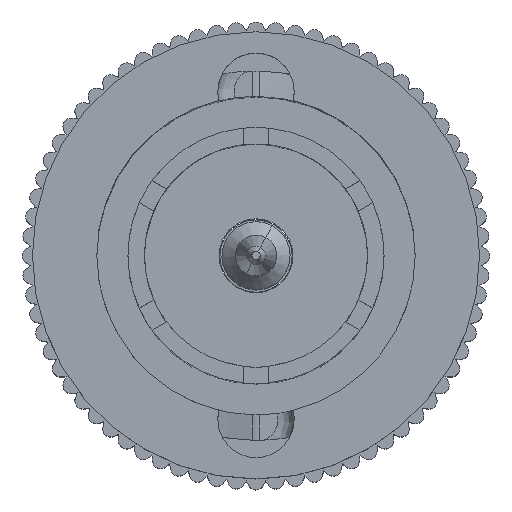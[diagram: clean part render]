
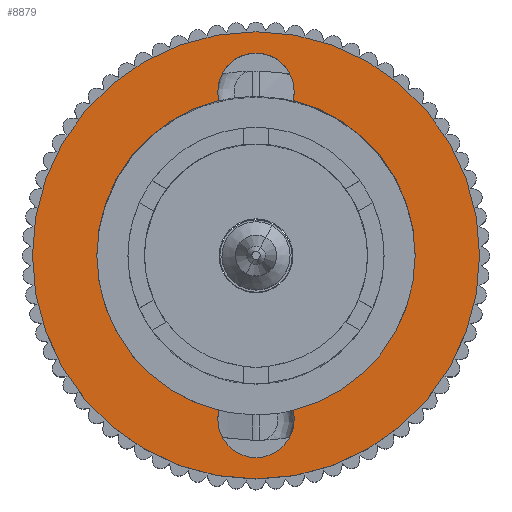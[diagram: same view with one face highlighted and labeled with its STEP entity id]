
A CAD part, top view. The second image highlights one B-rep face of the part: STEP entity #8879.
In plain terms, the highlighted planar face has unit normal (0, 0, 1).
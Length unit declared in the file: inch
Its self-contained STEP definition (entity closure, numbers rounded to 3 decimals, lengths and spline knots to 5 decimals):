
#4065 = CARTESIAN_POINT ( 'NONE',  ( 0.0465, -0.2, 0. ) ) ;
#4066 = DIRECTION ( 'NONE',  ( 1., 0., 0. ) ) ;
#4067 = DIRECTION ( 'NONE',  ( 0., 0., 1. ) ) ;
#4068 = CARTESIAN_POINT ( 'NONE',  ( 0., -0.2, 0. ) ) ;
#4069 = AXIS2_PLACEMENT_3D ( 'NONE', #4068, #4067, #4066 ) ;
#4070 = CIRCLE ( 'NONE', #4069, 0.0465 ) ;
#4071 = CARTESIAN_POINT ( 'NONE',  ( -0.0465, -0.2, 0. ) ) ;
#4077 = CARTESIAN_POINT ( 'NONE',  ( -0.0451, -0.18868, 0. ) ) ;
#4078 = DIRECTION ( 'NONE',  ( 1., 0., 0. ) ) ;
#4079 = DIRECTION ( 'NONE',  ( 0., 0., 1. ) ) ;
#4080 = CARTESIAN_POINT ( 'NONE',  ( 0., 0., 0. ) ) ;
#4081 = AXIS2_PLACEMENT_3D ( 'NONE', #4080, #4079, #4078 ) ;
#4082 = CIRCLE ( 'NONE', #4081, 0.194 ) ;
#4105 = CARTESIAN_POINT ( 'NONE',  ( 0.194, 0., 0. ) ) ;
#4106 = DIRECTION ( 'NONE',  ( 1., 0., 0. ) ) ;
#4107 = DIRECTION ( 'NONE',  ( 0., 0., 1. ) ) ;
#4108 = CARTESIAN_POINT ( 'NONE',  ( 0., 0., 0. ) ) ;
#4109 = AXIS2_PLACEMENT_3D ( 'NONE', #4108, #4107, #4106 ) ;
#4110 = CIRCLE ( 'NONE', #4109, 0.194 ) ;
#4111 = CARTESIAN_POINT ( 'NONE',  ( 0.0451, -0.18868, 0. ) ) ;
#4201 = DIRECTION ( 'NONE',  ( -1., 0., 0. ) ) ;
#4202 = DIRECTION ( 'NONE',  ( 0., 0., 1. ) ) ;
#4203 = CARTESIAN_POINT ( 'NONE',  ( 0., 0.2, 0. ) ) ;
#4204 = AXIS2_PLACEMENT_3D ( 'NONE', #4203, #4202, #4201 ) ;
#4205 = CIRCLE ( 'NONE', #4204, 0.0465 ) ;
#4206 = CARTESIAN_POINT ( 'NONE',  ( 0.0465, 0.2, 0. ) ) ;
#4221 = DIRECTION ( 'NONE',  ( 1., 0., 0. ) ) ;
#4222 = DIRECTION ( 'NONE',  ( 0., 0., 1. ) ) ;
#4223 = AXIS2_PLACEMENT_3D ( 'NONE', #4230, #4222, #4221 ) ;
#4224 = CIRCLE ( 'NONE', #4223, 0.194 ) ;
#4230 = CARTESIAN_POINT ( 'NONE',  ( 0., 0., 0. ) ) ;
#4263 = CARTESIAN_POINT ( 'NONE',  ( -0.194, 0., 0. ) ) ;
#4423 = DIRECTION ( 'NONE',  ( 1., 0., 0. ) ) ;
#4424 = DIRECTION ( 'NONE',  ( 0., 0., 1. ) ) ;
#4425 = AXIS2_PLACEMENT_3D ( 'NONE', #4430, #4424, #4423 ) ;
#4426 = CIRCLE ( 'NONE', #4425, 0.0465 ) ;
#4430 = CARTESIAN_POINT ( 'NONE',  ( 0., -0.2, 0. ) ) ;
#4457 = CARTESIAN_POINT ( 'NONE',  ( -0.0465, 0.2, 0. ) ) ;
#4480 = PLANE ( 'NONE',  #4497 ) ;
#4488 = DIRECTION ( 'NONE',  ( 0., 0., 1. ) ) ;
#4489 = CARTESIAN_POINT ( 'NONE',  ( -0.0451, 0.18868, 0. ) ) ;
#4492 = CARTESIAN_POINT ( 'NONE',  ( 0.0451, 0.18868, 0. ) ) ;
#4493 = CARTESIAN_POINT ( 'NONE',  ( 0., 0.2, 0. ) ) ;
#4494 = DIRECTION ( 'NONE',  ( -1., 0., 0. ) ) ;
#4495 = AXIS2_PLACEMENT_3D ( 'NONE', #4493, #4488, #4494 ) ;
#4496 = CIRCLE ( 'NONE', #4495, 0.0465 ) ;
#4497 = AXIS2_PLACEMENT_3D ( 'NONE', #4506, #4505, #4501 ) ;
#4501 = DIRECTION ( 'NONE',  ( 1., 0., 0. ) ) ;
#4505 = DIRECTION ( 'NONE',  ( 0., 0., 1. ) ) ;
#4506 = CARTESIAN_POINT ( 'NONE',  ( 0.2725, 0., 0. ) ) ;
#5374 = DIRECTION ( 'NONE',  ( 1., 0., 0. ) ) ;
#5375 = DIRECTION ( 'NONE',  ( 0., 0., 1. ) ) ;
#5376 = CARTESIAN_POINT ( 'NONE',  ( 0., 0., 0. ) ) ;
#5377 = AXIS2_PLACEMENT_3D ( 'NONE', #5376, #5375, #5374 ) ;
#5378 = CIRCLE ( 'NONE', #5377, 0.2725 ) ;
#5402 = FACE_OUTER_BOUND ( 'NONE', #8909, .T. ) ;
#5403 = FACE_BOUND ( 'NONE', #8852, .T. ) ;
#5424 = CARTESIAN_POINT ( 'NONE',  ( 0.2725, 0., 0. ) ) ;
#5425 = DIRECTION ( 'NONE',  ( 1., 0., 0. ) ) ;
#5426 = DIRECTION ( 'NONE',  ( 0., 0., 1. ) ) ;
#5427 = CARTESIAN_POINT ( 'NONE',  ( 0., 0., 0. ) ) ;
#5428 = AXIS2_PLACEMENT_3D ( 'NONE', #5427, #5426, #5425 ) ;
#5429 = CIRCLE ( 'NONE', #5428, 0.2725 ) ;
#5430 = CARTESIAN_POINT ( 'NONE',  ( -0.2725, 0., 0. ) ) ;
#5692 = DIRECTION ( 'NONE',  ( 1., 0., 0. ) ) ;
#5693 = DIRECTION ( 'NONE',  ( 0., 0., 1. ) ) ;
#5694 = CARTESIAN_POINT ( 'NONE',  ( 0., -0.2, 0. ) ) ;
#5695 = AXIS2_PLACEMENT_3D ( 'NONE', #5694, #5693, #5692 ) ;
#5696 = CIRCLE ( 'NONE', #5695, 0.0465 ) ;
#5698 = DIRECTION ( 'NONE',  ( -1., 0., 0. ) ) ;
#5699 = DIRECTION ( 'NONE',  ( 0., 0., 1. ) ) ;
#5700 = CARTESIAN_POINT ( 'NONE',  ( 0., 0.2, 0. ) ) ;
#5701 = AXIS2_PLACEMENT_3D ( 'NONE', #5700, #5699, #5698 ) ;
#5702 = CIRCLE ( 'NONE', #5701, 0.0465 ) ;
#5757 = DIRECTION ( 'NONE',  ( 1., 0., 0. ) ) ;
#5758 = DIRECTION ( 'NONE',  ( 0., 0., 1. ) ) ;
#5759 = CARTESIAN_POINT ( 'NONE',  ( 0., 0., 0. ) ) ;
#5760 = AXIS2_PLACEMENT_3D ( 'NONE', #5759, #5758, #5757 ) ;
#5761 = CIRCLE ( 'NONE', #5760, 0.194 ) ;
#8160 = EDGE_CURVE ( 'NONE', #8168, #8350, #4224, .T. ) ;
#8165 = VERTEX_POINT ( 'NONE', #4111 ) ;
#8167 = EDGE_CURVE ( 'NONE', #8165, #8168, #4110, .T. ) ;
#8168 = VERTEX_POINT ( 'NONE', #4105 ) ;
#8180 = VERTEX_POINT ( 'NONE', #4206 ) ;
#8183 = EDGE_CURVE ( 'NONE', #8180, #8247, #4205, .T. ) ;
#8194 = EDGE_CURVE ( 'NONE', #8220, #8195, #4082, .T. ) ;
#8195 = VERTEX_POINT ( 'NONE', #4077 ) ;
#8200 = VERTEX_POINT ( 'NONE', #4071 ) ;
#8202 = EDGE_CURVE ( 'NONE', #8200, #8203, #4070, .T. ) ;
#8203 = VERTEX_POINT ( 'NONE', #4065 ) ;
#8220 = VERTEX_POINT ( 'NONE', #4263 ) ;
#8247 = VERTEX_POINT ( 'NONE', #4457 ) ;
#8315 = EDGE_CURVE ( 'NONE', #8203, #8165, #4426, .T. ) ;
#8350 = VERTEX_POINT ( 'NONE', #4492 ) ;
#8354 = EDGE_CURVE ( 'NONE', #8247, #8355, #4496, .T. ) ;
#8355 = VERTEX_POINT ( 'NONE', #4489 ) ;
#8790 = VERTEX_POINT ( 'NONE', #5430 ) ;
#8792 = EDGE_CURVE ( 'NONE', #8793, #8790, #5429, .T. ) ;
#8793 = VERTEX_POINT ( 'NONE', #5424 ) ;
#8852 = EDGE_LOOP ( 'NONE', ( #8930, #8873, #8874, #8911, #8917, #8934, #8942, #8870, #8862, #8908 ) ) ;
#8862 = ORIENTED_EDGE ( 'NONE', *, *, #8918, .F. ) ;
#8864 = ORIENTED_EDGE ( 'NONE', *, *, #8792, .T. ) ;
#8865 = ORIENTED_EDGE ( 'NONE', *, *, #8866, .T. ) ;
#8866 = EDGE_CURVE ( 'NONE', #8790, #8793, #5378, .T. ) ;
#8870 = ORIENTED_EDGE ( 'NONE', *, *, #8202, .F. ) ;
#8873 = ORIENTED_EDGE ( 'NONE', *, *, #8354, .F. ) ;
#8874 = ORIENTED_EDGE ( 'NONE', *, *, #8183, .F. ) ;
#8879 = ADVANCED_FACE ( 'NONE', ( #5403, #5402 ), #4480, .T. ) ;
#8908 = ORIENTED_EDGE ( 'NONE', *, *, #8194, .F. ) ;
#8909 = EDGE_LOOP ( 'NONE', ( #8864, #8865 ) ) ;
#8911 = ORIENTED_EDGE ( 'NONE', *, *, #8916, .F. ) ;
#8916 = EDGE_CURVE ( 'NONE', #8350, #8180, #5702, .T. ) ;
#8917 = ORIENTED_EDGE ( 'NONE', *, *, #8160, .F. ) ;
#8918 = EDGE_CURVE ( 'NONE', #8195, #8200, #5696, .T. ) ;
#8930 = ORIENTED_EDGE ( 'NONE', *, *, #8931, .F. ) ;
#8931 = EDGE_CURVE ( 'NONE', #8355, #8220, #5761, .T. ) ;
#8934 = ORIENTED_EDGE ( 'NONE', *, *, #8167, .F. ) ;
#8942 = ORIENTED_EDGE ( 'NONE', *, *, #8315, .F. ) ;
